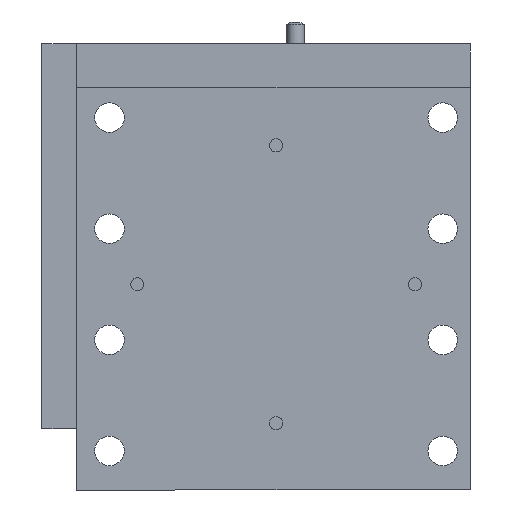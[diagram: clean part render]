
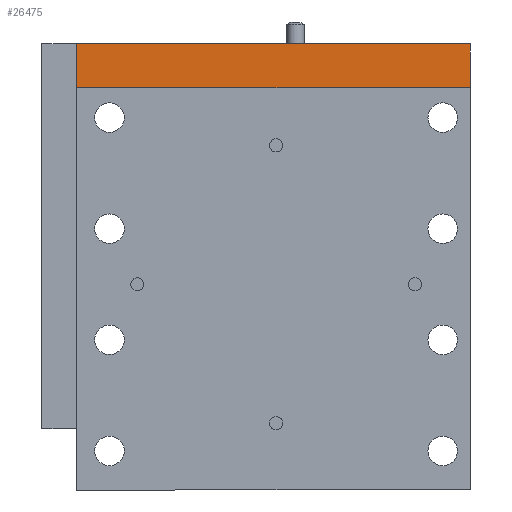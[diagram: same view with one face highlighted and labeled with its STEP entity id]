
A CAD part, front view. The second image highlights one B-rep face of the part: STEP entity #26475.
In plain terms, the highlighted planar face has unit normal (0, -1, 0).
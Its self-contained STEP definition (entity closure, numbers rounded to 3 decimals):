
#4579 = DIRECTION ( 'NONE',  ( 0., 0., -1. ) ) ;
#4580 = VECTOR ( 'NONE', #4579, 1000. ) ;
#4599 = CARTESIAN_POINT ( 'NONE',  ( -17.529, -127.973, 10. ) ) ;
#4600 = LINE ( 'NONE', #4599, #4580 ) ;
#4764 = LINE ( 'NONE', #4847, #4846 ) ;
#4845 = DIRECTION ( 'NONE',  ( 0., 0., -1. ) ) ;
#4846 = VECTOR ( 'NONE', #4845, 1000. ) ;
#4847 = CARTESIAN_POINT ( 'NONE',  ( -107.529, -127.973, 10. ) ) ;
#5143 = FACE_OUTER_BOUND ( 'NONE', #26477, .T. ) ;
#5169 = PLANE ( 'NONE',  #5217 ) ;
#5197 = DIRECTION ( 'NONE',  ( -1., 0., 0. ) ) ;
#5198 = DIRECTION ( 'NONE',  ( 0., 1., 0. ) ) ;
#5216 = CARTESIAN_POINT ( 'NONE',  ( -107.529, -127.973, 10. ) ) ;
#5217 = AXIS2_PLACEMENT_3D ( 'NONE', #5216, #5198, #5197 ) ;
#5236 = CARTESIAN_POINT ( 'NONE',  ( -107.529, -127.973, 0. ) ) ;
#9356 = EDGE_CURVE ( 'NONE', #9376, #9377, #20849, .T. ) ;
#9376 = VERTEX_POINT ( 'NONE', #20857 ) ;
#9377 = VERTEX_POINT ( 'NONE', #20856 ) ;
#9437 = VERTEX_POINT ( 'NONE', #21094 ) ;
#9482 = EDGE_CURVE ( 'NONE', #26595, #9437, #22008, .T. ) ;
#20846 = DIRECTION ( 'NONE',  ( 1., 0., 0. ) ) ;
#20847 = VECTOR ( 'NONE', #20846, 1000. ) ;
#20848 = CARTESIAN_POINT ( 'NONE',  ( -107.529, -127.973, 10. ) ) ;
#20849 = LINE ( 'NONE', #20848, #20847 ) ;
#20856 = CARTESIAN_POINT ( 'NONE',  ( -17.529, -127.973, 10. ) ) ;
#20857 = CARTESIAN_POINT ( 'NONE',  ( -107.529, -127.973, 10. ) ) ;
#21094 = CARTESIAN_POINT ( 'NONE',  ( -17.529, -127.973, 0. ) ) ;
#22005 = DIRECTION ( 'NONE',  ( 1., 0., 0. ) ) ;
#22006 = VECTOR ( 'NONE', #22005, 1000. ) ;
#22007 = CARTESIAN_POINT ( 'NONE',  ( -107.529, -127.973, 0. ) ) ;
#22008 = LINE ( 'NONE', #22007, #22006 ) ;
#26138 = EDGE_CURVE ( 'NONE', #9377, #9437, #4600, .T. ) ;
#26139 = ORIENTED_EDGE ( 'NONE', *, *, #9356, .F. ) ;
#26140 = ORIENTED_EDGE ( 'NONE', *, *, #26334, .T. ) ;
#26334 = EDGE_CURVE ( 'NONE', #9376, #26595, #4764, .T. ) ;
#26475 = ADVANCED_FACE ( 'NONE', ( #5143 ), #5169, .F. ) ;
#26477 = EDGE_LOOP ( 'NONE', ( #26478, #26479, #26139, #26140 ) ) ;
#26478 = ORIENTED_EDGE ( 'NONE', *, *, #9482, .T. ) ;
#26479 = ORIENTED_EDGE ( 'NONE', *, *, #26138, .F. ) ;
#26595 = VERTEX_POINT ( 'NONE', #5236 ) ;
